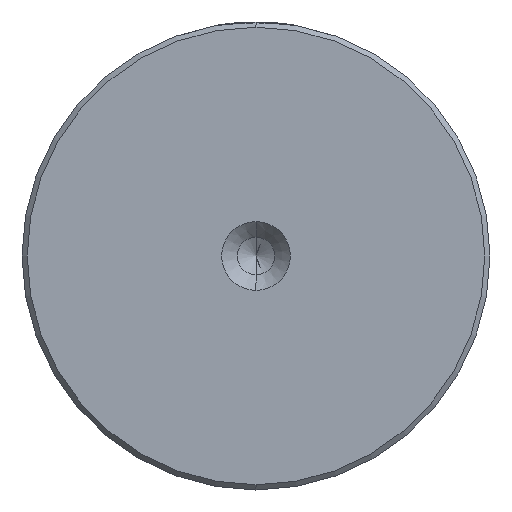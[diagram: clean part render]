
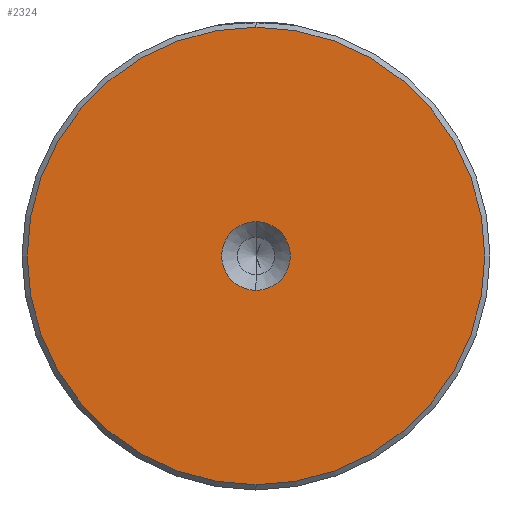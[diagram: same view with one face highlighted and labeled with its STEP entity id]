
A CAD part, left-side view. The second image highlights one B-rep face of the part: STEP entity #2324.
In plain terms, the highlighted planar face has unit normal (-1, 0, 0).
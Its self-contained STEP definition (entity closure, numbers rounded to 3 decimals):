
#7 = DIRECTION ( 'NONE',  ( 0., 0., 1. ) ) ;
#66 = EDGE_LOOP ( 'NONE', ( #1706, #1908 ) ) ;
#125 = AXIS2_PLACEMENT_3D ( 'NONE', #1755, #617, #1960 ) ;
#245 = CIRCLE ( 'NONE', #450, 22. ) ;
#261 = CARTESIAN_POINT ( 'NONE',  ( 0., 0., 3.3 ) ) ;
#450 = AXIS2_PLACEMENT_3D ( 'NONE', #577, #1911, #764 ) ;
#470 = AXIS2_PLACEMENT_3D ( 'NONE', #2219, #1855, #705 ) ;
#523 = PLANE ( 'NONE',  #470 ) ;
#537 = CARTESIAN_POINT ( 'NONE',  ( 0., 0., -22. ) ) ;
#558 = CARTESIAN_POINT ( 'NONE',  ( 0., 0., 0. ) ) ;
#577 = CARTESIAN_POINT ( 'NONE',  ( 0., 0., 0. ) ) ;
#617 = DIRECTION ( 'NONE',  ( -1., 0., 0. ) ) ;
#705 = DIRECTION ( 'NONE',  ( 0., 0., 1. ) ) ;
#745 = DIRECTION ( 'NONE',  ( 0., 0., 1. ) ) ;
#764 = DIRECTION ( 'NONE',  ( 0., 0., 1. ) ) ;
#781 = EDGE_LOOP ( 'NONE', ( #2318, #2185 ) ) ;
#954 = FACE_OUTER_BOUND ( 'NONE', #781, .T. ) ;
#971 = EDGE_CURVE ( 'NONE', #1804, #2347, #1234, .T. ) ;
#994 = AXIS2_PLACEMENT_3D ( 'NONE', #558, #1893, #745 ) ;
#1019 = AXIS2_PLACEMENT_3D ( 'NONE', #2306, #1172, #7 ) ;
#1098 = VERTEX_POINT ( 'NONE', #261 ) ;
#1172 = DIRECTION ( 'NONE',  ( -1., 0., 0. ) ) ;
#1232 = CIRCLE ( 'NONE', #1019, 3.3 ) ;
#1234 = CIRCLE ( 'NONE', #125, 22. ) ;
#1597 = VERTEX_POINT ( 'NONE', #1727 ) ;
#1634 = EDGE_CURVE ( 'NONE', #1597, #1098, #1232, .T. ) ;
#1679 = CARTESIAN_POINT ( 'NONE',  ( 0., 0., 22. ) ) ;
#1706 = ORIENTED_EDGE ( 'NONE', *, *, #2421, .F. ) ;
#1727 = CARTESIAN_POINT ( 'NONE',  ( 0., 0., -3.3 ) ) ;
#1755 = CARTESIAN_POINT ( 'NONE',  ( 0., 0., 0. ) ) ;
#1804 = VERTEX_POINT ( 'NONE', #1679 ) ;
#1855 = DIRECTION ( 'NONE',  ( -1., 0., 0. ) ) ;
#1893 = DIRECTION ( 'NONE',  ( -1., 0., 0. ) ) ;
#1908 = ORIENTED_EDGE ( 'NONE', *, *, #1634, .F. ) ;
#1911 = DIRECTION ( 'NONE',  ( -1., 0., 0. ) ) ;
#1918 = EDGE_CURVE ( 'NONE', #2347, #1804, #245, .T. ) ;
#1960 = DIRECTION ( 'NONE',  ( 0., 0., 1. ) ) ;
#2185 = ORIENTED_EDGE ( 'NONE', *, *, #971, .T. ) ;
#2219 = CARTESIAN_POINT ( 'NONE',  ( 0., 0., 0. ) ) ;
#2282 = CIRCLE ( 'NONE', #994, 3.3 ) ;
#2306 = CARTESIAN_POINT ( 'NONE',  ( 0., 0., 0. ) ) ;
#2318 = ORIENTED_EDGE ( 'NONE', *, *, #1918, .T. ) ;
#2324 = ADVANCED_FACE ( 'NONE', ( #954, #2461 ), #523, .T. ) ;
#2347 = VERTEX_POINT ( 'NONE', #537 ) ;
#2421 = EDGE_CURVE ( 'NONE', #1098, #1597, #2282, .T. ) ;
#2461 = FACE_BOUND ( 'NONE', #66, .T. ) ;
